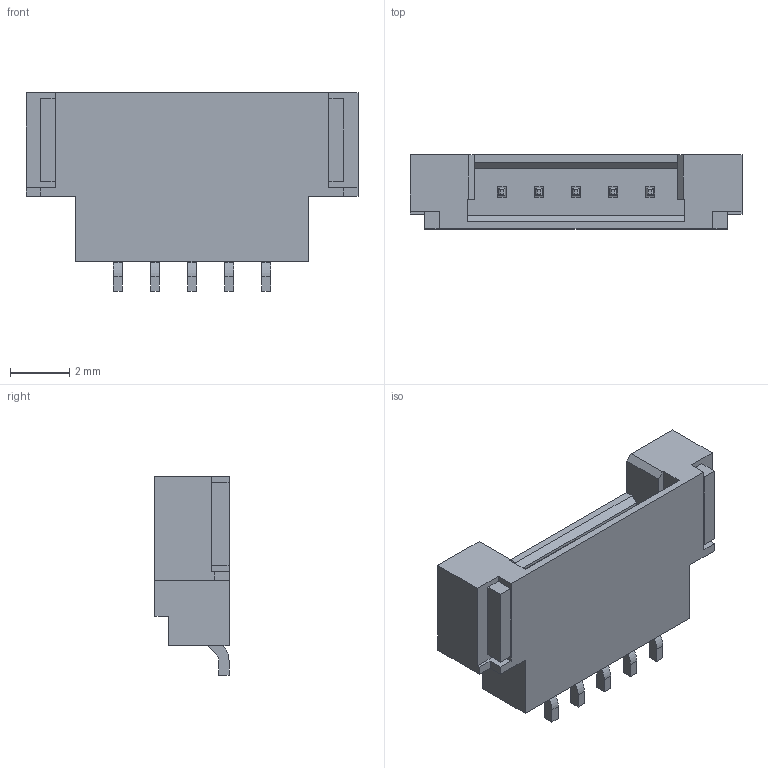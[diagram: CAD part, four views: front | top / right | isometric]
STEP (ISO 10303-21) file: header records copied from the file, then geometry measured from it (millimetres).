
FILE_DESCRIPTION (( 'STEP AP214' ), '1' );
FILE_NAME ('216A601A-1674-47EF-93D3-8C4540A1B2E6.STEP', '2023-05-22T23:29:22', ( '' ), ( '' ), 'SwSTEP 2.0', 'SolidWorks 2022', '' );
FILE_SCHEMA (( 'AUTOMOTIVE_DESIGN' ));
Length unit declared in the file: millimetre
Products named in the file (1): 216A601A-1674-47EF-93D3-8C4540A1B2E6
Bounding box: 11.2 x 2.5 x 6.7 mm (x, y, z)
Volume: 82.7 mm3; surface area: 276.2 mm2
Topology: 1 solids, 1 shells, 164 faces, 418 edges, 264 vertices
Faces by surface type: plane 134, cylinder 30
Entity records: 5336 total; most frequent: CARTESIAN_POINT 907, ORIENTED_EDGE 836, DIRECTION 748, EDGE_CURVE 418, LINE 378, VECTOR 378, VERTEX_POINT 264, AXIS2_PLACEMENT_3D 185
